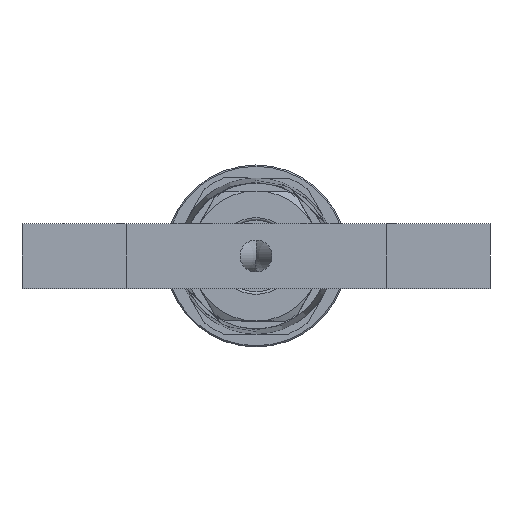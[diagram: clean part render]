
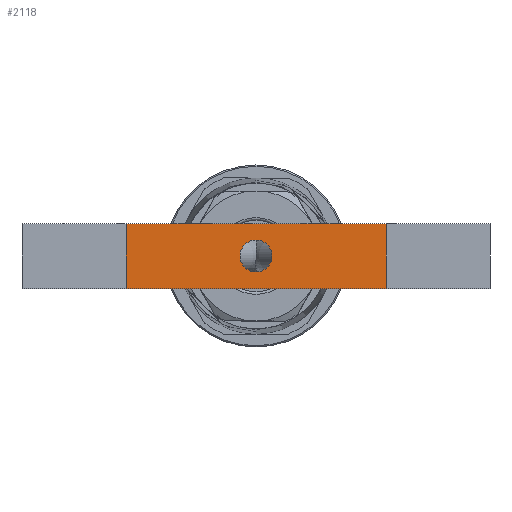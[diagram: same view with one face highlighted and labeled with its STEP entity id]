
A CAD part, left-side view. The second image highlights one B-rep face of the part: STEP entity #2118.
In plain terms, the highlighted planar face has unit normal (-1, 0, 0).
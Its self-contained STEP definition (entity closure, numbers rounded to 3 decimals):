
#207=CIRCLE($,#2350,1.23);
#271=FACE_BOUND($,#590,.T.);
#395=FACE_OUTER_BOUND($,#589,.T.);
#589=EDGE_LOOP($,(#1762,#1763,#1764,#1765));
#590=EDGE_LOOP($,(#1766));
#616=LINE($,#2999,#748);
#715=LINE($,#3702,#847);
#717=LINE($,#3706,#849);
#718=LINE($,#3707,#850);
#748=VECTOR($,#2385,20.);
#847=VECTOR($,#2926,5.);
#849=VECTOR($,#2930,5.);
#850=VECTOR($,#2931,20.);
#880=VERTEX_POINT($,#2996);
#881=VERTEX_POINT($,#2998);
#1039=VERTEX_POINT($,#3682);
#1045=VERTEX_POINT($,#3701);
#1046=VERTEX_POINT($,#3705);
#1066=EDGE_CURVE($,#881,#880,#616,.T.);
#1282=EDGE_CURVE($,#1039,#1039,#207,.T.);
#1291=EDGE_CURVE($,#1045,#881,#715,.T.);
#1293=EDGE_CURVE($,#1046,#880,#717,.T.);
#1294=EDGE_CURVE($,#1046,#1045,#718,.T.);
#1762=ORIENTED_EDGE($,*,*,#1066,.T.);
#1763=ORIENTED_EDGE($,*,*,#1293,.F.);
#1764=ORIENTED_EDGE($,*,*,#1294,.T.);
#1765=ORIENTED_EDGE($,*,*,#1291,.T.);
#1766=ORIENTED_EDGE($,*,*,#1282,.T.);
#1878=PLANE($,#2356);
#2118=ADVANCED_FACE($,(#395,#271),#1878,.T.);
#2350=AXIS2_PLACEMENT_3D($,#3683,#2907,#2908);
#2356=AXIS2_PLACEMENT_3D($,#3704,#2928,#2929);
#2385=DIRECTION($,(0.,1.,0.));
#2907=DIRECTION('center_axis',(1.,0.,0.));
#2908=DIRECTION('ref_axis',(0.,0.,-1.));
#2926=DIRECTION($,(0.,0.,1.));
#2928=DIRECTION('center_axis',(-1.,0.,0.));
#2929=DIRECTION('ref_axis',(0.,0.,1.));
#2930=DIRECTION($,(0.,0.,1.));
#2931=DIRECTION($,(0.,-1.,0.));
#2996=CARTESIAN_POINT('',(2.5,10.,5.));
#2998=CARTESIAN_POINT('',(2.5,-10.,5.));
#2999=CARTESIAN_POINT($,(2.5,10.,5.));
#3682=CARTESIAN_POINT('',(2.5,0.,3.73));
#3683=CARTESIAN_POINT('Origin',(2.5,0.,2.5));
#3701=CARTESIAN_POINT('',(2.5,-10.,0.));
#3702=CARTESIAN_POINT($,(2.5,-10.,0.));
#3704=CARTESIAN_POINT('Origin',(2.5,-10.,0.));
#3705=CARTESIAN_POINT('',(2.5,10.,0.));
#3706=CARTESIAN_POINT($,(2.5,10.,0.));
#3707=CARTESIAN_POINT($,(2.5,10.,0.));
